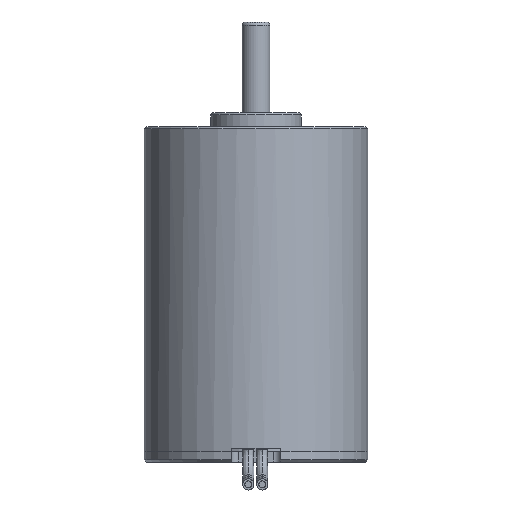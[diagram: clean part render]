
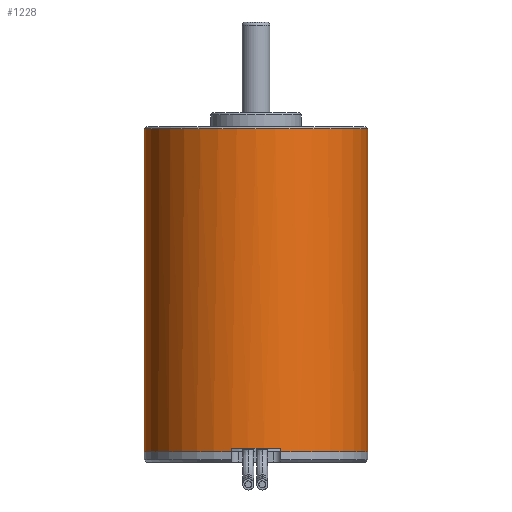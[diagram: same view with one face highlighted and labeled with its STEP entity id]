
A CAD part, front view. The second image highlights one B-rep face of the part: STEP entity #1228.
In plain terms, the highlighted cylindrical face has radius 16 mm (diameter 32 mm), a partial arc.
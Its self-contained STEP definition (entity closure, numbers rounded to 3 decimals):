
#147 = VECTOR ( 'NONE', #1384, 1000. ) ;
#162 = ORIENTED_EDGE ( 'NONE', *, *, #1585, .T. ) ;
#240 = VERTEX_POINT ( 'NONE', #4382 ) ;
#356 = CIRCLE ( 'NONE', #2636, 16. ) ;
#373 = ORIENTED_EDGE ( 'NONE', *, *, #3486, .F. ) ;
#420 = EDGE_CURVE ( 'NONE', #1852, #2886, #1847, .T. ) ;
#518 = DIRECTION ( 'NONE',  ( 0., 0., -1. ) ) ;
#654 = ORIENTED_EDGE ( 'NONE', *, *, #2405, .T. ) ;
#692 = DIRECTION ( 'NONE',  ( 1., 0., 0. ) ) ;
#720 = AXIS2_PLACEMENT_3D ( 'NONE', #1246, #2825, #1214 ) ;
#731 = CARTESIAN_POINT ( 'NONE',  ( 3.5, -15.612, 1.5 ) ) ;
#824 = LINE ( 'NONE', #1215, #4050 ) ;
#921 = VERTEX_POINT ( 'NONE', #3296 ) ;
#922 = CARTESIAN_POINT ( 'NONE',  ( 0., 0., 2. ) ) ;
#994 = DIRECTION ( 'NONE',  ( -1., 0., 0. ) ) ;
#1049 = VECTOR ( 'NONE', #3850, 1000. ) ;
#1103 = CARTESIAN_POINT ( 'NONE',  ( 0., 0., 47.7 ) ) ;
#1113 = EDGE_CURVE ( 'NONE', #240, #4762, #3308, .T. ) ;
#1185 = DIRECTION ( 'NONE',  ( 0., 0., 1. ) ) ;
#1214 = DIRECTION ( 'NONE',  ( 1., 0., 0. ) ) ;
#1215 = CARTESIAN_POINT ( 'NONE',  ( -3.5, -15.612, 48. ) ) ;
#1228 = ADVANCED_FACE ( 'NONE', ( #2275 ), #2696, .T. ) ;
#1229 = EDGE_CURVE ( 'NONE', #1817, #4699, #4708, .T. ) ;
#1246 = CARTESIAN_POINT ( 'NONE',  ( 0., 0., 1.5 ) ) ;
#1300 = ORIENTED_EDGE ( 'NONE', *, *, #1229, .T. ) ;
#1384 = DIRECTION ( 'NONE',  ( 0., 0., -1. ) ) ;
#1445 = CARTESIAN_POINT ( 'NONE',  ( 3.5, -15.612, 2. ) ) ;
#1585 = EDGE_CURVE ( 'NONE', #1852, #3133, #824, .T. ) ;
#1728 = AXIS2_PLACEMENT_3D ( 'NONE', #5120, #3123, #692 ) ;
#1763 = DIRECTION ( 'NONE',  ( 0., 0., -1. ) ) ;
#1793 = DIRECTION ( 'NONE',  ( 0., 0., -1. ) ) ;
#1817 = VERTEX_POINT ( 'NONE', #1445 ) ;
#1847 = CIRCLE ( 'NONE', #2690, 16. ) ;
#1852 = VERTEX_POINT ( 'NONE', #4195 ) ;
#1865 = CARTESIAN_POINT ( 'NONE',  ( 0., 0., 1.5 ) ) ;
#1920 = DIRECTION ( 'NONE',  ( 0., 0., -1. ) ) ;
#1942 = DIRECTION ( 'NONE',  ( 1., 0., 0. ) ) ;
#2165 = EDGE_CURVE ( 'NONE', #921, #2886, #2183, .T. ) ;
#2183 = LINE ( 'NONE', #3316, #4129 ) ;
#2230 = CIRCLE ( 'NONE', #720, 16. ) ;
#2275 = FACE_OUTER_BOUND ( 'NONE', #4606, .T. ) ;
#2405 = EDGE_CURVE ( 'NONE', #240, #921, #356, .T. ) ;
#2636 = AXIS2_PLACEMENT_3D ( 'NONE', #1103, #1920, #1942 ) ;
#2664 = ORIENTED_EDGE ( 'NONE', *, *, #420, .F. ) ;
#2690 = AXIS2_PLACEMENT_3D ( 'NONE', #1865, #1793, #3443 ) ;
#2696 = CYLINDRICAL_SURFACE ( 'NONE', #1728, 16. ) ;
#2825 = DIRECTION ( 'NONE',  ( 0., 0., -1. ) ) ;
#2886 = VERTEX_POINT ( 'NONE', #4283 ) ;
#3123 = DIRECTION ( 'NONE',  ( 0., 0., -1. ) ) ;
#3133 = VERTEX_POINT ( 'NONE', #4156 ) ;
#3296 = CARTESIAN_POINT ( 'NONE',  ( -16., 0., 47.7 ) ) ;
#3308 = LINE ( 'NONE', #4895, #147 ) ;
#3316 = CARTESIAN_POINT ( 'NONE',  ( -16., 0., 48. ) ) ;
#3331 = AXIS2_PLACEMENT_3D ( 'NONE', #922, #518, #994 ) ;
#3407 = CIRCLE ( 'NONE', #3331, 16. ) ;
#3443 = DIRECTION ( 'NONE',  ( 1., 0., 0. ) ) ;
#3464 = ORIENTED_EDGE ( 'NONE', *, *, #2165, .T. ) ;
#3486 = EDGE_CURVE ( 'NONE', #4762, #4699, #2230, .T. ) ;
#3560 = ORIENTED_EDGE ( 'NONE', *, *, #4502, .F. ) ;
#3648 = CARTESIAN_POINT ( 'NONE',  ( 16., 0., 1.5 ) ) ;
#3850 = DIRECTION ( 'NONE',  ( 0., 0., -1. ) ) ;
#4050 = VECTOR ( 'NONE', #1185, 1000. ) ;
#4129 = VECTOR ( 'NONE', #1763, 1000. ) ;
#4156 = CARTESIAN_POINT ( 'NONE',  ( -3.5, -15.612, 2. ) ) ;
#4195 = CARTESIAN_POINT ( 'NONE',  ( -3.5, -15.612, 1.5 ) ) ;
#4205 = CARTESIAN_POINT ( 'NONE',  ( 3.5, -15.612, 48. ) ) ;
#4283 = CARTESIAN_POINT ( 'NONE',  ( -16., 0., 1.5 ) ) ;
#4382 = CARTESIAN_POINT ( 'NONE',  ( 16., 0., 47.7 ) ) ;
#4502 = EDGE_CURVE ( 'NONE', #1817, #3133, #3407, .T. ) ;
#4606 = EDGE_LOOP ( 'NONE', ( #654, #3464, #2664, #162, #3560, #1300, #373, #5020 ) ) ;
#4699 = VERTEX_POINT ( 'NONE', #731 ) ;
#4708 = LINE ( 'NONE', #4205, #1049 ) ;
#4762 = VERTEX_POINT ( 'NONE', #3648 ) ;
#4895 = CARTESIAN_POINT ( 'NONE',  ( 16., 0., 48. ) ) ;
#5020 = ORIENTED_EDGE ( 'NONE', *, *, #1113, .F. ) ;
#5120 = CARTESIAN_POINT ( 'NONE',  ( 0., 0., 48. ) ) ;
